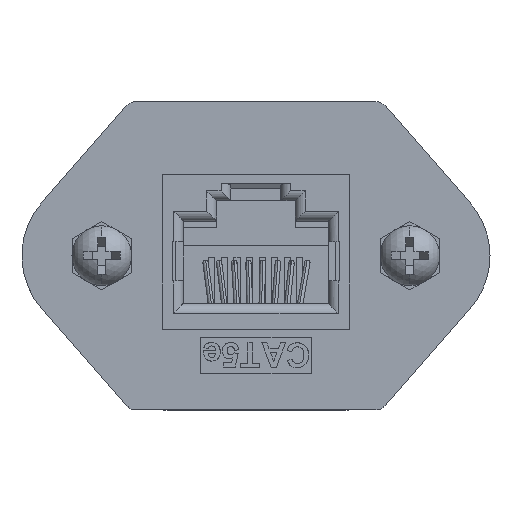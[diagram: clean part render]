
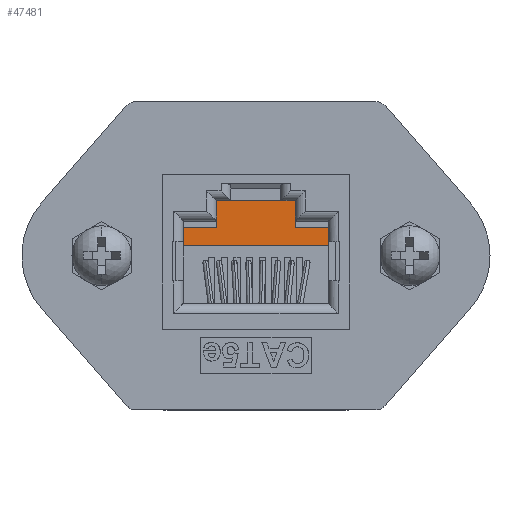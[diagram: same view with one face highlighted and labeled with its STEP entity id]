
A CAD part, top view. The second image highlights one B-rep face of the part: STEP entity #47481.
In plain terms, the highlighted planar face has unit normal (0, 0, 1).
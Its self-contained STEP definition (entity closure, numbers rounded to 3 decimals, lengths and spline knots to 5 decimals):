
#3920 = VERTEX_POINT ( 'NONE', #61866 ) ;
#4001 = VERTEX_POINT ( 'NONE', #61856 ) ;
#5155 = EDGE_CURVE ( 'NONE', #4001, #3920, #61957, .T. ) ;
#6694 = VERTEX_POINT ( 'NONE', #62129 ) ;
#8154 = VERTEX_POINT ( 'NONE', #62206 ) ;
#8579 = VERTEX_POINT ( 'NONE', #62226 ) ;
#8794 = EDGE_CURVE ( 'NONE', #8154, #6694, #62213, .T. ) ;
#9324 = EDGE_CURVE ( 'NONE', #8579, #9338, #62294, .T. ) ;
#9338 = VERTEX_POINT ( 'NONE', #62277 ) ;
#10139 = VERTEX_POINT ( 'NONE', #62373 ) ;
#36940 = EDGE_CURVE ( 'NONE', #10139, #8579, #67141, .T. ) ;
#37114 = EDGE_CURVE ( 'NONE', #37144, #10139, #67245, .T. ) ;
#37144 = VERTEX_POINT ( 'NONE', #67255 ) ;
#42630 = VERTEX_POINT ( 'NONE', #68093 ) ;
#43247 = EDGE_CURVE ( 'NONE', #42630, #4001, #68207, .T. ) ;
#44415 = EDGE_CURVE ( 'NONE', #6694, #50974, #68471, .T. ) ;
#47287 = EDGE_CURVE ( 'NONE', #3920, #37144, #69120, .T. ) ;
#47377 = ORIENTED_EDGE ( 'NONE', *, *, #9324, .T. ) ;
#47381 = ORIENTED_EDGE ( 'NONE', *, *, #37114, .T. ) ;
#47383 = ORIENTED_EDGE ( 'NONE', *, *, #5155, .T. ) ;
#47386 = ORIENTED_EDGE ( 'NONE', *, *, #36940, .T. ) ;
#47387 = ORIENTED_EDGE ( 'NONE', *, *, #44415, .T. ) ;
#47396 = ORIENTED_EDGE ( 'NONE', *, *, #47287, .T. ) ;
#47481 = ADVANCED_FACE ( 'NONE', ( #69200 ), #69183, .T. ) ;
#47490 = ORIENTED_EDGE ( 'NONE', *, *, #43247, .T. ) ;
#47494 = EDGE_CURVE ( 'NONE', #50974, #42630, #69146, .T. ) ;
#47546 = EDGE_CURVE ( 'NONE', #9338, #8154, #69214, .T. ) ;
#47573 = EDGE_LOOP ( 'NONE', ( #47631, #47387, #47644, #47490, #47383, #47396, #47381, #47386, #47377, #53224 ) ) ;
#47631 = ORIENTED_EDGE ( 'NONE', *, *, #8794, .T. ) ;
#47644 = ORIENTED_EDGE ( 'NONE', *, *, #47494, .T. ) ;
#50974 = VERTEX_POINT ( 'NONE', #70737 ) ;
#53224 = ORIENTED_EDGE ( 'NONE', *, *, #47546, .T. ) ;
#61856 = CARTESIAN_POINT ( 'NONE',  ( 0.23189, 0.03346, -0.43307 ) ) ;
#61866 = CARTESIAN_POINT ( 'NONE',  ( 0.23189, 0.07913, -0.43307 ) ) ;
#61954 = DIRECTION ( 'NONE',  ( 0., 1., 0. ) ) ;
#61955 = VECTOR ( 'NONE', #61954, 39.37008 ) ;
#61956 = CARTESIAN_POINT ( 'NONE',  ( 0.23189, 0.02008, -0.43307 ) ) ;
#61957 = LINE ( 'NONE', #61956, #61955 ) ;
#62129 = CARTESIAN_POINT ( 'NONE',  ( -0.23189, 0.03346, -0.43307 ) ) ;
#62206 = CARTESIAN_POINT ( 'NONE',  ( -0.23189, 0.07913, -0.43307 ) ) ;
#62213 = LINE ( 'NONE', #62267, #62246 ) ;
#62226 = CARTESIAN_POINT ( 'NONE',  ( -0.12579, 0.16378, -0.43307 ) ) ;
#62246 = VECTOR ( 'NONE', #62266, 39.37008 ) ;
#62266 = DIRECTION ( 'NONE',  ( 0., -1., 0. ) ) ;
#62267 = CARTESIAN_POINT ( 'NONE',  ( -0.23189, 0.07913, -0.43307 ) ) ;
#62277 = CARTESIAN_POINT ( 'NONE',  ( -0.12579, 0.07913, -0.43307 ) ) ;
#62294 = LINE ( 'NONE', #62328, #62326 ) ;
#62325 = DIRECTION ( 'NONE',  ( 0., -1., 0. ) ) ;
#62326 = VECTOR ( 'NONE', #62325, 39.37008 ) ;
#62328 = CARTESIAN_POINT ( 'NONE',  ( -0.12579, 0.16378, -0.43307 ) ) ;
#62373 = CARTESIAN_POINT ( 'NONE',  ( 0.12579, 0.16378, -0.43307 ) ) ;
#67141 = LINE ( 'NONE', #67190, #67192 ) ;
#67190 = CARTESIAN_POINT ( 'NONE',  ( -0.12579, 0.16378, -0.43307 ) ) ;
#67191 = DIRECTION ( 'NONE',  ( -1., 0., 0. ) ) ;
#67192 = VECTOR ( 'NONE', #67191, 39.37008 ) ;
#67242 = DIRECTION ( 'NONE',  ( 0., 1., 0. ) ) ;
#67243 = VECTOR ( 'NONE', #67242, 39.37008 ) ;
#67244 = CARTESIAN_POINT ( 'NONE',  ( 0.12579, 0.07913, -0.43307 ) ) ;
#67245 = LINE ( 'NONE', #67244, #67243 ) ;
#67255 = CARTESIAN_POINT ( 'NONE',  ( 0.12579, 0.07913, -0.43307 ) ) ;
#68093 = CARTESIAN_POINT ( 'NONE',  ( 0.23189, 0.02008, -0.43307 ) ) ;
#68199 = DIRECTION ( 'NONE',  ( 0., 1., 0. ) ) ;
#68200 = VECTOR ( 'NONE', #68199, 39.37008 ) ;
#68206 = CARTESIAN_POINT ( 'NONE',  ( 0.23189, 0.02008, -0.43307 ) ) ;
#68207 = LINE ( 'NONE', #68206, #68200 ) ;
#68456 = DIRECTION ( 'NONE',  ( 0., -1., 0. ) ) ;
#68457 = VECTOR ( 'NONE', #68456, 39.37008 ) ;
#68469 = CARTESIAN_POINT ( 'NONE',  ( -0.23189, 0.03346, -0.43307 ) ) ;
#68471 = LINE ( 'NONE', #68469, #68457 ) ;
#69109 = DIRECTION ( 'NONE',  ( -1., 0., 0. ) ) ;
#69110 = VECTOR ( 'NONE', #69109, 39.37008 ) ;
#69111 = CARTESIAN_POINT ( 'NONE',  ( 0.23189, 0.07913, -0.43307 ) ) ;
#69120 = LINE ( 'NONE', #69111, #69110 ) ;
#69145 = DIRECTION ( 'NONE',  ( 1., 0., 0. ) ) ;
#69146 = LINE ( 'NONE', #69181, #69233 ) ;
#69170 = CARTESIAN_POINT ( 'NONE',  ( -0.23189, 0.02008, -0.43307 ) ) ;
#69178 = AXIS2_PLACEMENT_3D ( 'NONE', #69170, #69188, #69145 ) ;
#69181 = CARTESIAN_POINT ( 'NONE',  ( -0.23189, 0.02008, -0.43307 ) ) ;
#69183 = PLANE ( 'NONE',  #69178 ) ;
#69188 = DIRECTION ( 'NONE',  ( 0., 0., 1. ) ) ;
#69200 = FACE_OUTER_BOUND ( 'NONE', #47573, .T. ) ;
#69207 = DIRECTION ( 'NONE',  ( -1., 0., 0. ) ) ;
#69208 = VECTOR ( 'NONE', #69207, 39.37008 ) ;
#69209 = CARTESIAN_POINT ( 'NONE',  ( -0.12579, 0.07913, -0.43307 ) ) ;
#69214 = LINE ( 'NONE', #69209, #69208 ) ;
#69232 = DIRECTION ( 'NONE',  ( 1., 0., 0. ) ) ;
#69233 = VECTOR ( 'NONE', #69232, 39.37008 ) ;
#70737 = CARTESIAN_POINT ( 'NONE',  ( -0.23189, 0.02008, -0.43307 ) ) ;
